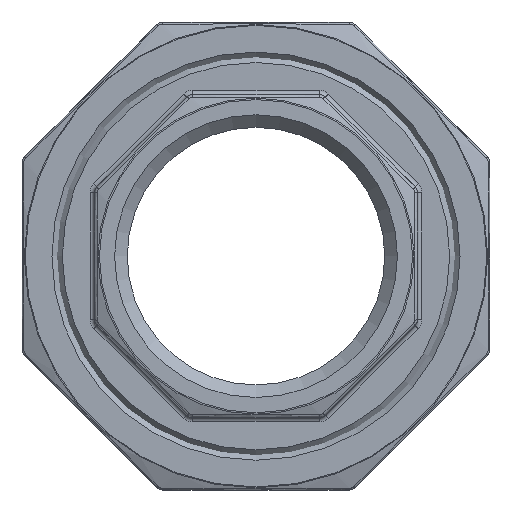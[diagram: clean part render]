
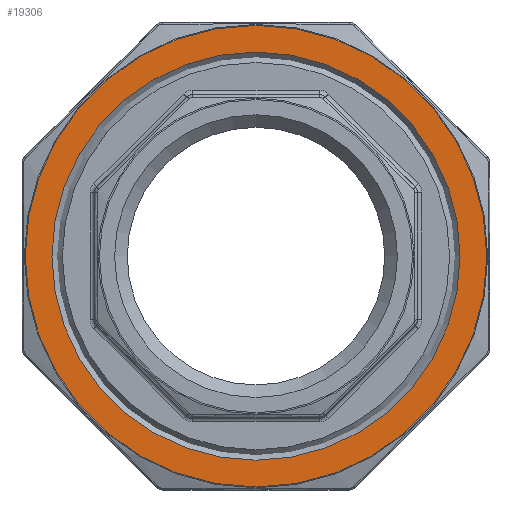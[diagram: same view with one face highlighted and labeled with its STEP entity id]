
A CAD part, left-side view. The second image highlights one B-rep face of the part: STEP entity #19306.
In plain terms, the highlighted planar face has unit normal (-1, 0, 0).
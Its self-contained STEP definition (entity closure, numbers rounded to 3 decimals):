
#1645 = EDGE_CURVE ( 'NONE', #14162, #14162, #16498, .T. ) ;
#2920 = CIRCLE ( 'NONE', #9620, 24. ) ;
#5062 = FACE_BOUND ( 'NONE', #20521, .T. ) ;
#5571 = DIRECTION ( 'NONE',  ( 0., 0., 1. ) ) ;
#6471 = EDGE_LOOP ( 'NONE', ( #17467 ) ) ;
#6580 = VERTEX_POINT ( 'NONE', #19440 ) ;
#7630 = DIRECTION ( 'NONE',  ( 1., 0., 0. ) ) ;
#7727 = CARTESIAN_POINT ( 'NONE',  ( -11.5, 0., 27.147 ) ) ;
#8722 = AXIS2_PLACEMENT_3D ( 'NONE', #18214, #19999, #5571 ) ;
#9620 = AXIS2_PLACEMENT_3D ( 'NONE', #17349, #7630, #20707 ) ;
#13348 = FACE_OUTER_BOUND ( 'NONE', #6471, .T. ) ;
#14162 = VERTEX_POINT ( 'NONE', #7727 ) ;
#16081 = EDGE_CURVE ( 'NONE', #6580, #6580, #2920, .T. ) ;
#16443 = PLANE ( 'NONE',  #20228 ) ;
#16498 = CIRCLE ( 'NONE', #8722, 27.147 ) ;
#16549 = CARTESIAN_POINT ( 'NONE',  ( -11.5, 37.92, 0. ) ) ;
#17345 = ORIENTED_EDGE ( 'NONE', *, *, #16081, .T. ) ;
#17349 = CARTESIAN_POINT ( 'NONE',  ( -11.5, 0., 0. ) ) ;
#17467 = ORIENTED_EDGE ( 'NONE', *, *, #1645, .T. ) ;
#18109 = DIRECTION ( 'NONE',  ( 0., 0., 1. ) ) ;
#18214 = CARTESIAN_POINT ( 'NONE',  ( -11.5, 0., 0. ) ) ;
#19306 = ADVANCED_FACE ( 'NONE', ( #13348, #5062 ), #16443, .T. ) ;
#19440 = CARTESIAN_POINT ( 'NONE',  ( -11.5, 0., -24. ) ) ;
#19485 = DIRECTION ( 'NONE',  ( -1., 0., 0. ) ) ;
#19999 = DIRECTION ( 'NONE',  ( -1., 0., 0. ) ) ;
#20228 = AXIS2_PLACEMENT_3D ( 'NONE', #16549, #19485, #18109 ) ;
#20521 = EDGE_LOOP ( 'NONE', ( #17345 ) ) ;
#20707 = DIRECTION ( 'NONE',  ( 0., 0., -1. ) ) ;
